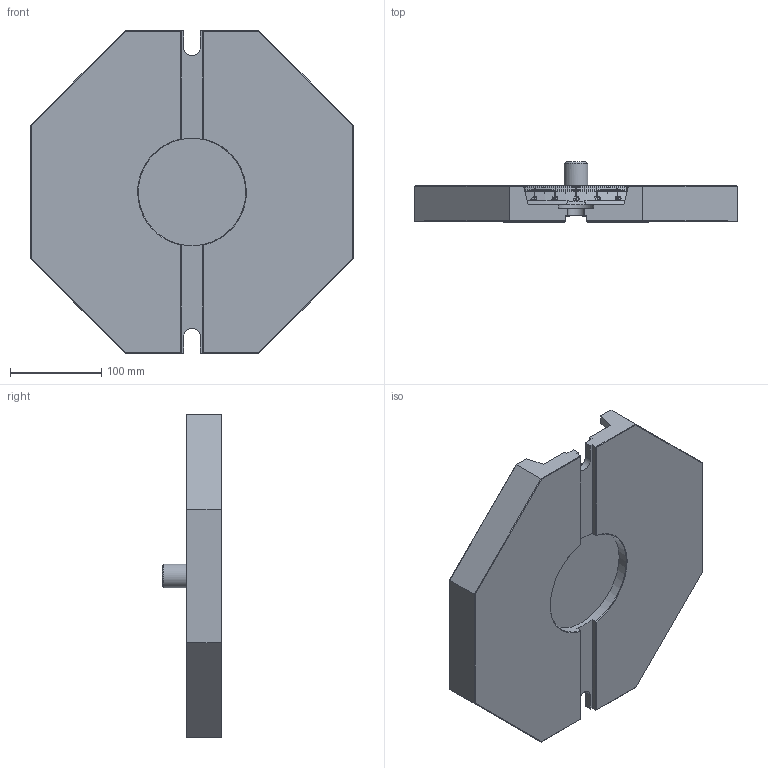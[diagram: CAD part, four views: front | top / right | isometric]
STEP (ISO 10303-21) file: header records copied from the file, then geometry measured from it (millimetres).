
FILE_DESCRIPTION(('FreeCAD Model'),'2;1');
FILE_NAME('Open CASCADE Shape Model','2025-05-01T21:34:36',('FreeCAD'),( 'FreeCAD'),'Open CASCADE STEP processor 7.6','FreeCAD','Unknown');
FILE_SCHEMA(('AUTOMOTIVE_DESIGN { 1 0 10303 214 1 1 1 1 }'));
Products named in the file (1): Open CASCADE STEP translator 7.6 1
Bounding box: 352.98 x 65.37 x 352.98 mm (x, y, z)
Volume: 2559714.9 mm3; surface area: 336670.6 mm2
Topology: 1 solids, 1 shells, 2399 faces, 6770 edges, 4500 vertices
Faces by surface type: bspline 2399
Entity records: 107652 total; most frequent: CARTESIAN_POINT 67192, ORIENTED_EDGE 13540, EDGE_CURVE 6770, B_SPLINE_CURVE_WITH_KNOTS 5869, VERTEX_POINT 4500, FACE_BOUND 2526, EDGE_LOOP 2526, ADVANCED_FACE 2399
